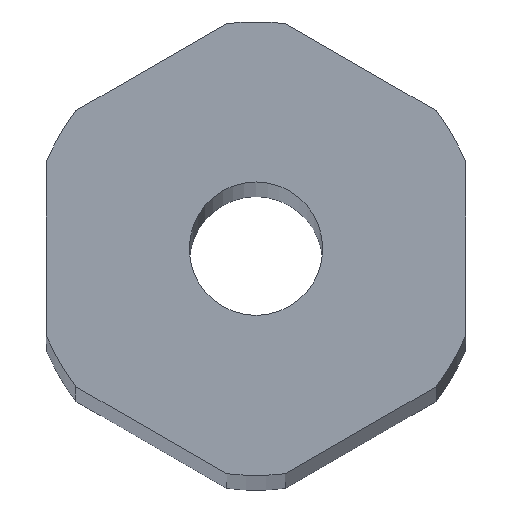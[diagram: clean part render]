
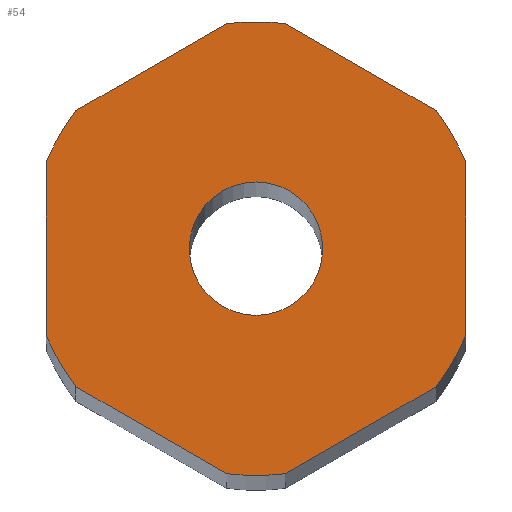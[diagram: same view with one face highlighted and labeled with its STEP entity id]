
A CAD part, top view. The second image highlights one B-rep face of the part: STEP entity #54.
In plain terms, the highlighted planar face has unit normal (0, 0, 1).
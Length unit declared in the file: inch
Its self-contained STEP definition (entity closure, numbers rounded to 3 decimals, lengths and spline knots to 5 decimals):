
#4 = EDGE_CURVE ( 'NONE', #561, #474, #470, .T. ) ;
#5 = EDGE_CURVE ( 'NONE', #315, #267, #307, .T. ) ;
#15 = DIRECTION ( 'NONE',  ( -0.866, -0.5, 0. ) ) ;
#24 = DIRECTION ( 'NONE',  ( 0., 0., 1. ) ) ;
#25 = CIRCLE ( 'NONE', #455, 0.27047 ) ;
#28 = DIRECTION ( 'NONE',  ( 0., 0., 1. ) ) ;
#29 = DIRECTION ( 'NONE',  ( 0., 0., 1. ) ) ;
#35 = VERTEX_POINT ( 'NONE', #213 ) ;
#45 = AXIS2_PLACEMENT_3D ( 'NONE', #428, #98, #434 ) ;
#49 = ORIENTED_EDGE ( 'NONE', *, *, #481, .T. ) ;
#53 = EDGE_CURVE ( 'NONE', #580, #517, #482, .T. ) ;
#54 = ADVANCED_FACE ( 'NONE', ( #445, #218 ), #577, .T. ) ;
#57 = CIRCLE ( 'NONE', #285, 0.0795 ) ;
#63 = DIRECTION ( 'NONE',  ( 1., 0., 0. ) ) ;
#65 = CARTESIAN_POINT ( 'NONE',  ( -0.21471, 0.16449, 5. ) ) ;
#66 = VERTEX_POINT ( 'NONE', #211 ) ;
#68 = LINE ( 'NONE', #473, #409 ) ;
#70 = CARTESIAN_POINT ( 'NONE',  ( 0., 0., 5. ) ) ;
#75 = CARTESIAN_POINT ( 'NONE',  ( 0., 0., 5. ) ) ;
#81 = ORIENTED_EDGE ( 'NONE', *, *, #437, .T. ) ;
#97 = EDGE_CURVE ( 'NONE', #188, #370, #403, .T. ) ;
#98 = DIRECTION ( 'NONE',  ( 0., 0., 1. ) ) ;
#108 = EDGE_LOOP ( 'NONE', ( #287, #49, #219, #367, #454, #379, #464, #81, #457, #411, #542, #173 ) ) ;
#109 = EDGE_CURVE ( 'NONE', #35, #66, #351, .T. ) ;
#116 = EDGE_CURVE ( 'NONE', #498, #35, #264, .T. ) ;
#117 = DIRECTION ( 'NONE',  ( 0., 1., 0. ) ) ;
#118 = EDGE_CURVE ( 'NONE', #517, #246, #346, .T. ) ;
#121 = DIRECTION ( 'NONE',  ( 0., 0., 1. ) ) ;
#125 = DIRECTION ( 'NONE',  ( 0.866, -0.5, 0. ) ) ;
#127 = CARTESIAN_POINT ( 'NONE',  ( 0.0795, 0., 5. ) ) ;
#130 = EDGE_CURVE ( 'NONE', #474, #304, #316, .T. ) ;
#136 = CARTESIAN_POINT ( 'NONE',  ( 0.1249, -0.21634, 5. ) ) ;
#137 = EDGE_LOOP ( 'NONE', ( #202, #501 ) ) ;
#140 = CARTESIAN_POINT ( 'NONE',  ( 0.03509, 0.26819, 5. ) ) ;
#145 = DIRECTION ( 'NONE',  ( 0., -1., 0. ) ) ;
#146 = DIRECTION ( 'NONE',  ( 1., 0., 0. ) ) ;
#158 = EDGE_CURVE ( 'NONE', #267, #315, #57, .T. ) ;
#161 = CIRCLE ( 'NONE', #238, 0.27047 ) ;
#164 = CARTESIAN_POINT ( 'NONE',  ( -0.03509, -0.26819, 5. ) ) ;
#168 = CARTESIAN_POINT ( 'NONE',  ( 0., 0., 5. ) ) ;
#173 = ORIENTED_EDGE ( 'NONE', *, *, #116, .T. ) ;
#174 = VECTOR ( 'NONE', #359, 39.37008 ) ;
#186 = VECTOR ( 'NONE', #15, 39.37008 ) ;
#188 = VERTEX_POINT ( 'NONE', #322 ) ;
#202 = ORIENTED_EDGE ( 'NONE', *, *, #158, .F. ) ;
#208 = VECTOR ( 'NONE', #117, 39.37008 ) ;
#211 = CARTESIAN_POINT ( 'NONE',  ( 0.2498, 0.1037, 5. ) ) ;
#213 = CARTESIAN_POINT ( 'NONE',  ( 0.2498, -0.1037, 5. ) ) ;
#218 = FACE_OUTER_BOUND ( 'NONE', #108, .T. ) ;
#219 = ORIENTED_EDGE ( 'NONE', *, *, #97, .T. ) ;
#227 = DIRECTION ( 'NONE',  ( 1., 0., 0. ) ) ;
#237 = DIRECTION ( 'NONE',  ( 0.866, 0.5, 0. ) ) ;
#238 = AXIS2_PLACEMENT_3D ( 'NONE', #268, #538, #227 ) ;
#246 = VERTEX_POINT ( 'NONE', #413 ) ;
#263 = EDGE_CURVE ( 'NONE', #370, #561, #161, .T. ) ;
#264 = CIRCLE ( 'NONE', #299, 0.27047 ) ;
#267 = VERTEX_POINT ( 'NONE', #448 ) ;
#268 = CARTESIAN_POINT ( 'NONE',  ( 0., 0., 5. ) ) ;
#284 = CARTESIAN_POINT ( 'NONE',  ( 0., 0., 5. ) ) ;
#285 = AXIS2_PLACEMENT_3D ( 'NONE', #438, #24, #396 ) ;
#287 = ORIENTED_EDGE ( 'NONE', *, *, #109, .T. ) ;
#299 = AXIS2_PLACEMENT_3D ( 'NONE', #168, #121, #528 ) ;
#304 = VERTEX_POINT ( 'NONE', #369 ) ;
#307 = CIRCLE ( 'NONE', #524, 0.0795 ) ;
#312 = CARTESIAN_POINT ( 'NONE',  ( 0.2498, 0., 5. ) ) ;
#315 = VERTEX_POINT ( 'NONE', #127 ) ;
#316 = CIRCLE ( 'NONE', #362, 0.27047 ) ;
#322 = CARTESIAN_POINT ( 'NONE',  ( 0.21471, 0.16449, 5. ) ) ;
#343 = CARTESIAN_POINT ( 'NONE',  ( -0.1249, 0.21634, 5. ) ) ;
#346 = CIRCLE ( 'NONE', #418, 0.27047 ) ;
#348 = CARTESIAN_POINT ( 'NONE',  ( 0.1249, 0.21634, 5. ) ) ;
#349 = EDGE_CURVE ( 'NONE', #246, #498, #590, .T. ) ;
#351 = LINE ( 'NONE', #312, #208 ) ;
#358 = CARTESIAN_POINT ( 'NONE',  ( -0.1249, -0.21634, 5. ) ) ;
#359 = DIRECTION ( 'NONE',  ( -0.866, 0.5, 0. ) ) ;
#362 = AXIS2_PLACEMENT_3D ( 'NONE', #484, #29, #582 ) ;
#367 = ORIENTED_EDGE ( 'NONE', *, *, #263, .T. ) ;
#369 = CARTESIAN_POINT ( 'NONE',  ( -0.2498, 0.1037, 5. ) ) ;
#370 = VERTEX_POINT ( 'NONE', #140 ) ;
#373 = VERTEX_POINT ( 'NONE', #511 ) ;
#374 = VECTOR ( 'NONE', #125, 39.37008 ) ;
#379 = ORIENTED_EDGE ( 'NONE', *, *, #130, .T. ) ;
#385 = DIRECTION ( 'NONE',  ( 0., 0., 1. ) ) ;
#396 = DIRECTION ( 'NONE',  ( 1., 0., 0. ) ) ;
#402 = VECTOR ( 'NONE', #237, 39.37008 ) ;
#403 = LINE ( 'NONE', #348, #174 ) ;
#407 = EDGE_CURVE ( 'NONE', #304, #373, #68, .T. ) ;
#409 = VECTOR ( 'NONE', #145, 39.37008 ) ;
#411 = ORIENTED_EDGE ( 'NONE', *, *, #118, .T. ) ;
#413 = CARTESIAN_POINT ( 'NONE',  ( 0.03509, -0.26819, 5. ) ) ;
#418 = AXIS2_PLACEMENT_3D ( 'NONE', #75, #527, #531 ) ;
#419 = CARTESIAN_POINT ( 'NONE',  ( -0.03509, 0.26819, 5. ) ) ;
#428 = CARTESIAN_POINT ( 'NONE',  ( 0., 0., 5. ) ) ;
#434 = DIRECTION ( 'NONE',  ( 1., 0., 0. ) ) ;
#437 = EDGE_CURVE ( 'NONE', #373, #580, #25, .T. ) ;
#438 = CARTESIAN_POINT ( 'NONE',  ( 0., 0., 5. ) ) ;
#445 = FACE_BOUND ( 'NONE', #137, .T. ) ;
#448 = CARTESIAN_POINT ( 'NONE',  ( -0.0795, 0., 5. ) ) ;
#454 = ORIENTED_EDGE ( 'NONE', *, *, #4, .T. ) ;
#455 = AXIS2_PLACEMENT_3D ( 'NONE', #284, #468, #63 ) ;
#457 = ORIENTED_EDGE ( 'NONE', *, *, #53, .T. ) ;
#464 = ORIENTED_EDGE ( 'NONE', *, *, #407, .T. ) ;
#465 = AXIS2_PLACEMENT_3D ( 'NONE', #70, #28, #485 ) ;
#468 = DIRECTION ( 'NONE',  ( 0., 0., 1. ) ) ;
#470 = LINE ( 'NONE', #343, #186 ) ;
#473 = CARTESIAN_POINT ( 'NONE',  ( -0.2498, 0., 5. ) ) ;
#474 = VERTEX_POINT ( 'NONE', #65 ) ;
#479 = CARTESIAN_POINT ( 'NONE',  ( 0., 0., 5. ) ) ;
#481 = EDGE_CURVE ( 'NONE', #66, #188, #559, .T. ) ;
#482 = LINE ( 'NONE', #358, #374 ) ;
#484 = CARTESIAN_POINT ( 'NONE',  ( 0., 0., 5. ) ) ;
#485 = DIRECTION ( 'NONE',  ( 1., 0., 0. ) ) ;
#498 = VERTEX_POINT ( 'NONE', #550 ) ;
#501 = ORIENTED_EDGE ( 'NONE', *, *, #5, .F. ) ;
#511 = CARTESIAN_POINT ( 'NONE',  ( -0.2498, -0.1037, 5. ) ) ;
#515 = CARTESIAN_POINT ( 'NONE',  ( -0.21471, -0.16449, 5. ) ) ;
#517 = VERTEX_POINT ( 'NONE', #164 ) ;
#524 = AXIS2_PLACEMENT_3D ( 'NONE', #479, #385, #146 ) ;
#527 = DIRECTION ( 'NONE',  ( 0., 0., 1. ) ) ;
#528 = DIRECTION ( 'NONE',  ( 1., 0., 0. ) ) ;
#531 = DIRECTION ( 'NONE',  ( 1., 0., 0. ) ) ;
#538 = DIRECTION ( 'NONE',  ( 0., 0., 1. ) ) ;
#542 = ORIENTED_EDGE ( 'NONE', *, *, #349, .T. ) ;
#550 = CARTESIAN_POINT ( 'NONE',  ( 0.21471, -0.16449, 5. ) ) ;
#559 = CIRCLE ( 'NONE', #45, 0.27047 ) ;
#561 = VERTEX_POINT ( 'NONE', #419 ) ;
#577 = PLANE ( 'NONE',  #465 ) ;
#580 = VERTEX_POINT ( 'NONE', #515 ) ;
#582 = DIRECTION ( 'NONE',  ( 1., 0., 0. ) ) ;
#590 = LINE ( 'NONE', #136, #402 ) ;
